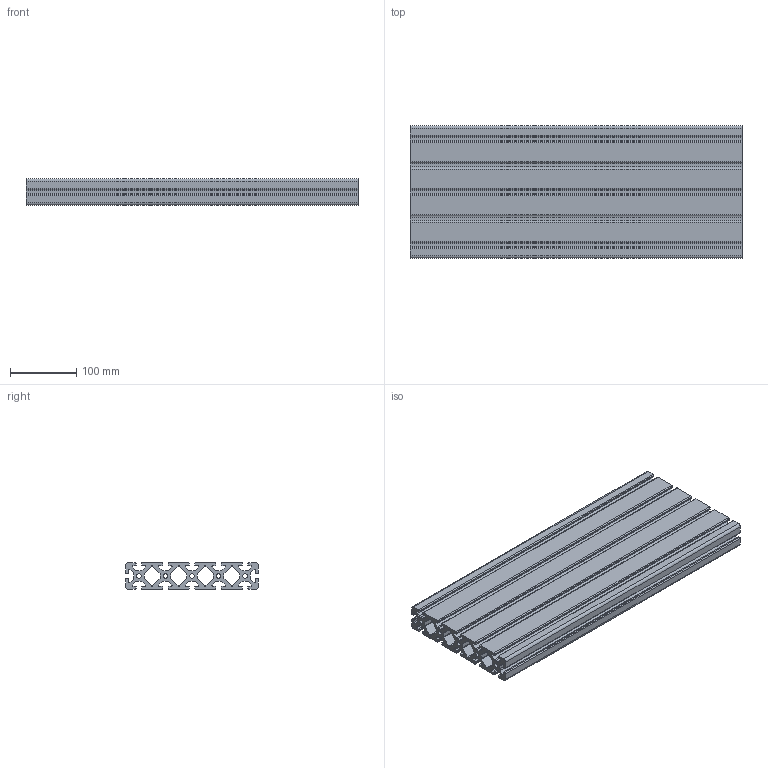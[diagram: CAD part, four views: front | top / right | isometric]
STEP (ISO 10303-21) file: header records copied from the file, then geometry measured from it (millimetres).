
FILE_DESCRIPTION (( 'STEP AP214' ), '1' );
FILE_NAME ('RP1065 8 200x40 Normal.STEP', '2026-02-13T13:06:15', ( '' ), ( '' ), 'SwSTEP 2.0', 'SolidWorks 2026', '' );
FILE_SCHEMA (( 'AUTOMOTIVE_DESIGN' ));
Length unit declared in the file: millimetre
Products named in the file (1): RP1065 8 200x40 Normal
Bounding box: 500 x 200 x 40 mm (x, y, z)
Volume: 1993778.5 mm3; surface area: 691133 mm2
Topology: 1 solids, 1 shells, 266 faces, 792 edges, 528 vertices
Faces by surface type: cylinder 164, plane 102
Entity records: 9123 total; most frequent: DIRECTION 1654, CARTESIAN_POINT 1587, ORIENTED_EDGE 1584, EDGE_CURVE 792, AXIS2_PLACEMENT_3D 595, VERTEX_POINT 528, LINE 464, VECTOR 464
